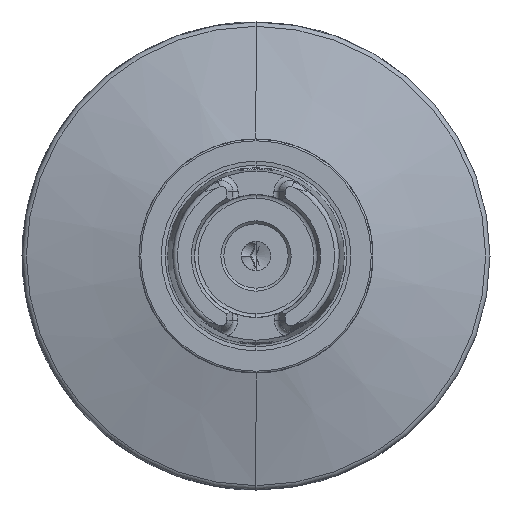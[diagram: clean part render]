
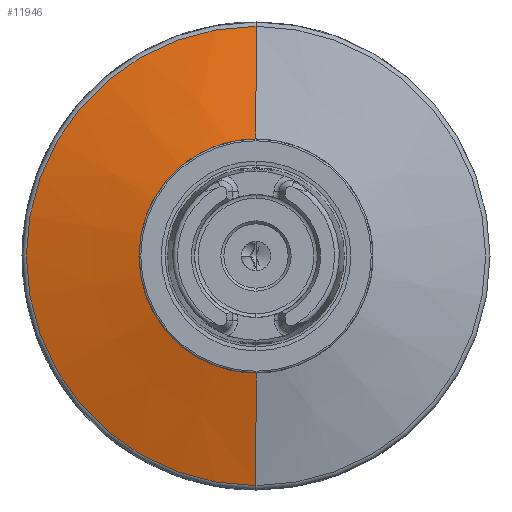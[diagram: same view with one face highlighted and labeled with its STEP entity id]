
A CAD part, left-side view. The second image highlights one B-rep face of the part: STEP entity #11946.
In plain terms, the highlighted conical face has half-angle 75 degrees and reference radius 39.259 mm.
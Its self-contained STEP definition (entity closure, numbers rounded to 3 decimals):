
#15 = DIRECTION ( 'NONE',  ( -1., 0., 0. ) ) ;
#203 = CARTESIAN_POINT ( 'NONE',  ( 41.866, 0., -39.259 ) ) ;
#247 = AXIS2_PLACEMENT_3D ( 'NONE', #1562, #360, #13441 ) ;
#360 = DIRECTION ( 'NONE',  ( -1., 0., 0. ) ) ;
#407 = EDGE_CURVE ( 'NONE', #3861, #9614, #13868, .T. ) ;
#1070 = VERTEX_POINT ( 'NONE', #1699 ) ;
#1269 = CARTESIAN_POINT ( 'NONE',  ( 41.866, 0., 0. ) ) ;
#1428 = CONICAL_SURFACE ( 'NONE', #4293, 39.259, 1.309 ) ;
#1562 = CARTESIAN_POINT ( 'NONE',  ( 41.866, 0., 0. ) ) ;
#1699 = CARTESIAN_POINT ( 'NONE',  ( 35.966, 0., -17.241 ) ) ;
#1955 = VECTOR ( 'NONE', #14430, 1000. ) ;
#3827 = CARTESIAN_POINT ( 'NONE',  ( 41.866, 0., 39.259 ) ) ;
#3861 = VERTEX_POINT ( 'NONE', #3827 ) ;
#3958 = VECTOR ( 'NONE', #6797, 1000. ) ;
#4133 = LINE ( 'NONE', #4452, #3958 ) ;
#4293 = AXIS2_PLACEMENT_3D ( 'NONE', #1269, #7202, #14235 ) ;
#4452 = CARTESIAN_POINT ( 'NONE',  ( 41.866, 0., 39.259 ) ) ;
#4592 = ORIENTED_EDGE ( 'NONE', *, *, #14480, .T. ) ;
#6093 = EDGE_LOOP ( 'NONE', ( #10400, #4592, #11784, #14365 ) ) ;
#6499 = CARTESIAN_POINT ( 'NONE',  ( 35.966, 0., 17.241 ) ) ;
#6566 = CARTESIAN_POINT ( 'NONE',  ( 41.866, 0., -39.259 ) ) ;
#6797 = DIRECTION ( 'NONE',  ( 0.259, 0., 0.966 ) ) ;
#7202 = DIRECTION ( 'NONE',  ( 1., 0., 0. ) ) ;
#7264 = LINE ( 'NONE', #203, #1955 ) ;
#9614 = VERTEX_POINT ( 'NONE', #6566 ) ;
#10210 = AXIS2_PLACEMENT_3D ( 'NONE', #12978, #15, #14056 ) ;
#10400 = ORIENTED_EDGE ( 'NONE', *, *, #13806, .F. ) ;
#11784 = ORIENTED_EDGE ( 'NONE', *, *, #407, .T. ) ;
#11946 = ADVANCED_FACE ( 'NONE', ( #13257 ), #1428, .T. ) ;
#12849 = CIRCLE ( 'NONE', #10210, 17.241 ) ;
#12978 = CARTESIAN_POINT ( 'NONE',  ( 35.966, 0., 0. ) ) ;
#13257 = FACE_OUTER_BOUND ( 'NONE', #6093, .T. ) ;
#13436 = VERTEX_POINT ( 'NONE', #6499 ) ;
#13441 = DIRECTION ( 'NONE',  ( 0., 0., 1. ) ) ;
#13699 = EDGE_CURVE ( 'NONE', #1070, #9614, #7264, .T. ) ;
#13806 = EDGE_CURVE ( 'NONE', #13436, #1070, #12849, .T. ) ;
#13868 = CIRCLE ( 'NONE', #247, 39.259 ) ;
#14056 = DIRECTION ( 'NONE',  ( 0., 0., 1. ) ) ;
#14235 = DIRECTION ( 'NONE',  ( 0., 0., -1. ) ) ;
#14365 = ORIENTED_EDGE ( 'NONE', *, *, #13699, .F. ) ;
#14430 = DIRECTION ( 'NONE',  ( 0.259, 0., -0.966 ) ) ;
#14480 = EDGE_CURVE ( 'NONE', #13436, #3861, #4133, .T. ) ;
